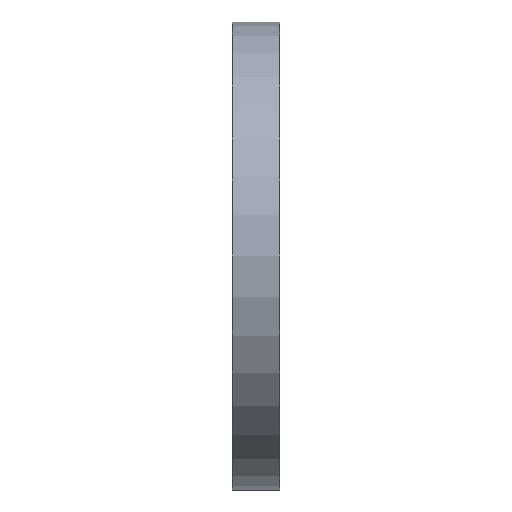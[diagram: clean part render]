
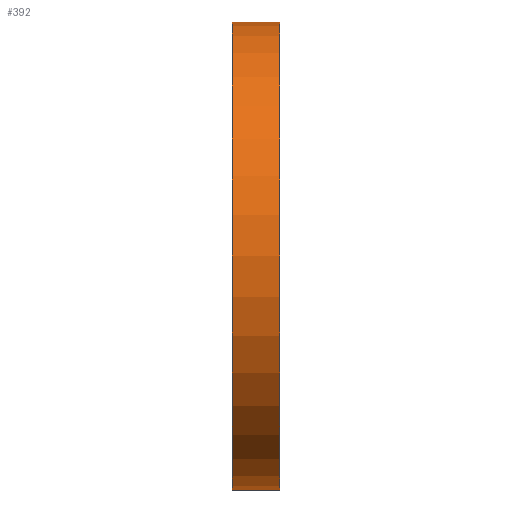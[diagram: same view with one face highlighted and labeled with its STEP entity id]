
A CAD part, left-side view. The second image highlights one B-rep face of the part: STEP entity #392.
In plain terms, the highlighted cylindrical face has radius 117.5 mm (diameter 235 mm), a partial arc.
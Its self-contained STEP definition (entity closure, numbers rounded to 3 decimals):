
#15 = LINE ( 'NONE', #20, #18 ) ;
#18 = VECTOR ( 'NONE', #726, 1000. ) ;
#19 = CARTESIAN_POINT ( 'NONE',  ( 0., 24., 117.5 ) ) ;
#20 = CARTESIAN_POINT ( 'NONE',  ( 0., 24., -117.5 ) ) ;
#41 = DIRECTION ( 'NONE',  ( 0., 1., 0. ) ) ;
#76 = EDGE_CURVE ( 'NONE', #484, #702, #15, .T. ) ;
#80 = CARTESIAN_POINT ( 'NONE',  ( 0., 24., 117.5 ) ) ;
#135 = LINE ( 'NONE', #19, #688 ) ;
#152 = DIRECTION ( 'NONE',  ( 0., 0., 1. ) ) ;
#162 = AXIS2_PLACEMENT_3D ( 'NONE', #571, #41, #556 ) ;
#188 = AXIS2_PLACEMENT_3D ( 'NONE', #211, #443, #152 ) ;
#211 = CARTESIAN_POINT ( 'NONE',  ( 0., 0., 0. ) ) ;
#227 = CYLINDRICAL_SURFACE ( 'NONE', #282, 117.5 ) ;
#282 = AXIS2_PLACEMENT_3D ( 'NONE', #347, #532, #475 ) ;
#293 = ORIENTED_EDGE ( 'NONE', *, *, #573, .F. ) ;
#299 = EDGE_CURVE ( 'NONE', #484, #734, #471, .T. ) ;
#327 = EDGE_CURVE ( 'NONE', #702, #460, #517, .T. ) ;
#347 = CARTESIAN_POINT ( 'NONE',  ( 0., 24., 0. ) ) ;
#392 = ADVANCED_FACE ( 'NONE', ( #525 ), #227, .T. ) ;
#412 = ORIENTED_EDGE ( 'NONE', *, *, #327, .T. ) ;
#436 = EDGE_LOOP ( 'NONE', ( #293, #671, #531, #412 ) ) ;
#443 = DIRECTION ( 'NONE',  ( 0., 1., 0. ) ) ;
#460 = VERTEX_POINT ( 'NONE', #699 ) ;
#471 = CIRCLE ( 'NONE', #162, 117.5 ) ;
#475 = DIRECTION ( 'NONE',  ( 0., 0., -1. ) ) ;
#484 = VERTEX_POINT ( 'NONE', #597 ) ;
#517 = CIRCLE ( 'NONE', #188, 117.5 ) ;
#525 = FACE_OUTER_BOUND ( 'NONE', #436, .T. ) ;
#531 = ORIENTED_EDGE ( 'NONE', *, *, #76, .T. ) ;
#532 = DIRECTION ( 'NONE',  ( 0., -1., 0. ) ) ;
#556 = DIRECTION ( 'NONE',  ( 0., 0., 1. ) ) ;
#571 = CARTESIAN_POINT ( 'NONE',  ( 0., 24., 0. ) ) ;
#573 = EDGE_CURVE ( 'NONE', #734, #460, #135, .T. ) ;
#597 = CARTESIAN_POINT ( 'NONE',  ( 0., 24., -117.5 ) ) ;
#671 = ORIENTED_EDGE ( 'NONE', *, *, #299, .F. ) ;
#672 = CARTESIAN_POINT ( 'NONE',  ( 0., 0., -117.5 ) ) ;
#688 = VECTOR ( 'NONE', #717, 1000. ) ;
#699 = CARTESIAN_POINT ( 'NONE',  ( 0., 0., 117.5 ) ) ;
#702 = VERTEX_POINT ( 'NONE', #672 ) ;
#717 = DIRECTION ( 'NONE',  ( 0., -1., 0. ) ) ;
#726 = DIRECTION ( 'NONE',  ( 0., -1., 0. ) ) ;
#734 = VERTEX_POINT ( 'NONE', #80 ) ;
